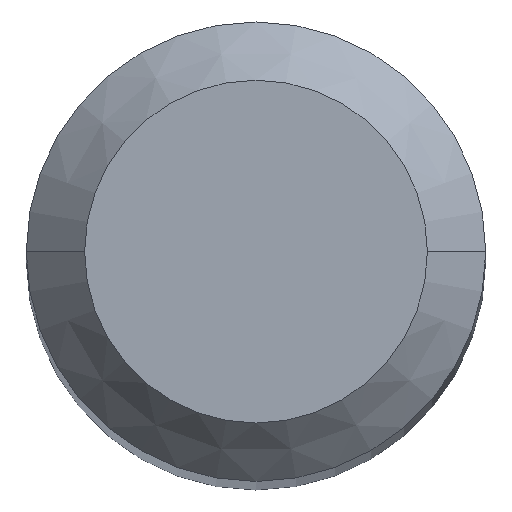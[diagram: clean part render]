
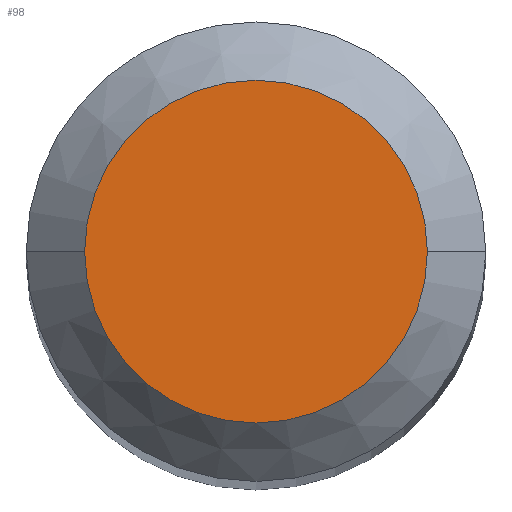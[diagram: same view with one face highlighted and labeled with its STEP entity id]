
A CAD part, top view. The second image highlights one B-rep face of the part: STEP entity #98.
In plain terms, the highlighted planar face has unit normal (0, 0, 1).
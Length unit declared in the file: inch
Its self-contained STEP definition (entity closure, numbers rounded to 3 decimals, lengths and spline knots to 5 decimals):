
#3 = DIRECTION ( 'NONE',  ( 0., 0., -1. ) ) ;
#10 = ORIENTED_EDGE ( 'NONE', *, *, #57, .T. ) ;
#37 = CIRCLE ( 'NONE', #433, 0.04405 ) ;
#43 = CARTESIAN_POINT ( 'NONE',  ( 0., 0.04405, 0. ) ) ;
#50 = DIRECTION ( 'NONE',  ( 0., 0., 1. ) ) ;
#57 = EDGE_CURVE ( 'NONE', #105, #462, #214, .T. ) ;
#63 = CARTESIAN_POINT ( 'NONE',  ( 0.04405, 0., 0. ) ) ;
#98 = ADVANCED_FACE ( 'NONE', ( #411 ), #147, .F. ) ;
#105 = VERTEX_POINT ( 'NONE', #336 ) ;
#147 = PLANE ( 'NONE',  #324 ) ;
#149 = DIRECTION ( 'NONE',  ( -1., 0., 0. ) ) ;
#182 = AXIS2_PLACEMENT_3D ( 'NONE', #188, #194, #439 ) ;
#188 = CARTESIAN_POINT ( 'NONE',  ( 0., 0., 0. ) ) ;
#194 = DIRECTION ( 'NONE',  ( 0., 0., 1. ) ) ;
#196 = EDGE_CURVE ( 'NONE', #462, #105, #37, .T. ) ;
#214 = CIRCLE ( 'NONE', #182, 0.04405 ) ;
#324 = AXIS2_PLACEMENT_3D ( 'NONE', #43, #3, #149 ) ;
#336 = CARTESIAN_POINT ( 'NONE',  ( -0.04405, 0., 0. ) ) ;
#346 = CARTESIAN_POINT ( 'NONE',  ( 0., 0., 0. ) ) ;
#347 = EDGE_LOOP ( 'NONE', ( #10, #463 ) ) ;
#411 = FACE_OUTER_BOUND ( 'NONE', #347, .T. ) ;
#413 = DIRECTION ( 'NONE',  ( 1., 0., 0. ) ) ;
#433 = AXIS2_PLACEMENT_3D ( 'NONE', #346, #50, #413 ) ;
#439 = DIRECTION ( 'NONE',  ( 1., 0., 0. ) ) ;
#462 = VERTEX_POINT ( 'NONE', #63 ) ;
#463 = ORIENTED_EDGE ( 'NONE', *, *, #196, .T. ) ;
